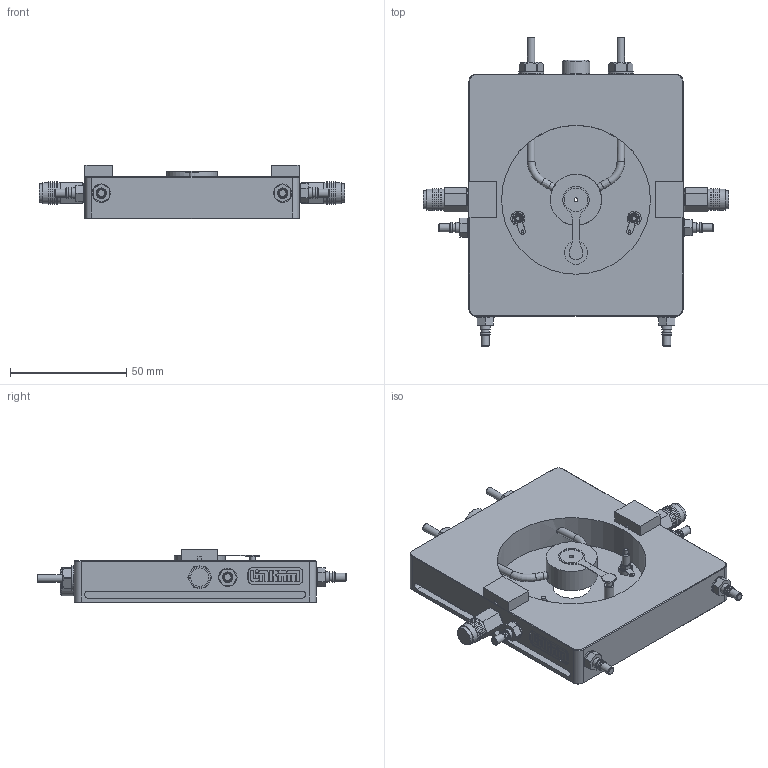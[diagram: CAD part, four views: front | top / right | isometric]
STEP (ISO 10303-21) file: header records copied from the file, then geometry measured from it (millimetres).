
FILE_DESCRIPTION(/* description */ ('Unknown'),/* implementation_level */ '2;1');
FILE_NAME(/* name */ '11081S HFSX350-GI Stage',/* time_stamp */ '2017-09-11T08:57:40+01:00',/* author */ ('Unknown'),/* organization */ ('Unknown'),/* preprocessor_version */ 'ST-DEVELOPER v16.7',/* originating_system */ 'DEX',/* authorisation */ $);
FILE_SCHEMA (('AUTOMOTIVE_DESIGN {1 0 10303 214 3 1 1}'));
Length unit declared in the file: millimetre
Products named in the file (1): 11081S HFSX350-GI Stage
Bounding box: 131.2 x 132.9 x 23 mm (x, y, z)
Volume: 135373.7 mm3; surface area: 36246.4 mm2
Topology: 1 solids, 1 shells, 490 faces, 1135 edges, 719 vertices
Faces by surface type: plane 333, cylinder 116, cone 37, bspline 2, torus 2
Full cylindrical faces by diameter (mm): 1.15 x2, 1.404 x1, 1.7 x1, 1.8 x2, 2.5 x1, 3.2 x10, 3.5 x8, 4.1 x1, 4.5 x8, 6 x3, 7.8 x4, 7.9 x2, 8 x2, 9 x8, 9.6 x6, 10 x1, 10.1 x1, 10.6 x2, 12 x1, 16 x1, 22 x1, 22.917 x1, 64 x1
Entity records: 16644 total; most frequent: CARTESIAN_POINT 2457, DIRECTION 2287, ORIENTED_EDGE 1994, EDGE_CURVE 997, AXIS2_PLACEMENT_3D 820, VERTEX_POINT 682, EDGE_LOOP 679, FACE_BOUND 679
